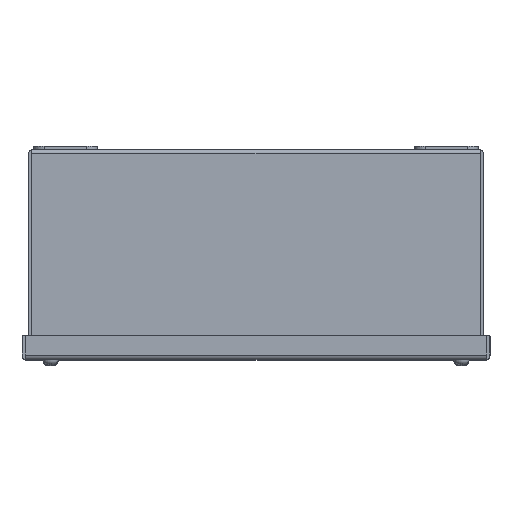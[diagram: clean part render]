
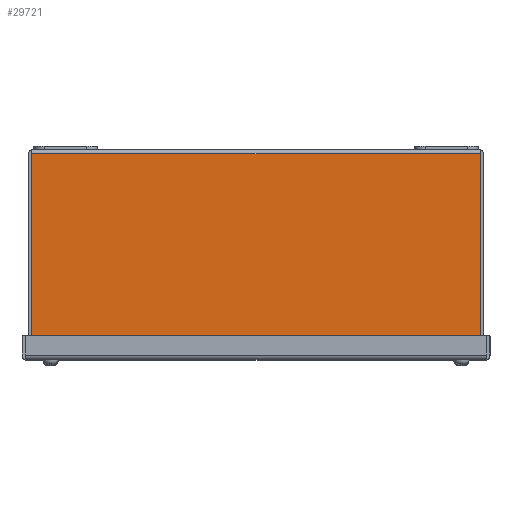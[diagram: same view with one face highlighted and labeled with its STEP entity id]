
A CAD part, top view. The second image highlights one B-rep face of the part: STEP entity #29721.
In plain terms, the highlighted planar face has unit normal (0, 0, 1).
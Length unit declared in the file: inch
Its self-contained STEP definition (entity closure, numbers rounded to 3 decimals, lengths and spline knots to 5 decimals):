
#3033 = ORIENTED_EDGE ( 'NONE', *, *, #15140, .F. ) ;
#3244 = CARTESIAN_POINT ( 'NONE',  ( 5.30221, -4.642, 5.875 ) ) ;
#4043 = EDGE_LOOP ( 'NONE', ( #29245, #3033, #4684, #20545 ) ) ;
#4399 = LINE ( 'NONE', #9306, #29884 ) ;
#4684 = ORIENTED_EDGE ( 'NONE', *, *, #29220, .F. ) ;
#5178 = CARTESIAN_POINT ( 'NONE',  ( -5.30221, -0.108, 5.875 ) ) ;
#5586 = VERTEX_POINT ( 'NONE', #3244 ) ;
#6167 = DIRECTION ( 'NONE',  ( 0., 0., -1. ) ) ;
#8055 = CARTESIAN_POINT ( 'NONE',  ( 37.031, 0., 5.875 ) ) ;
#8647 = CARTESIAN_POINT ( 'NONE',  ( 37.031, -4.642, 5.875 ) ) ;
#8988 = DIRECTION ( 'NONE',  ( 0., -1., 0. ) ) ;
#9306 = CARTESIAN_POINT ( 'NONE',  ( -5.30221, 39.37008, 5.875 ) ) ;
#9445 = CARTESIAN_POINT ( 'NONE',  ( -5.30221, -4.642, 5.875 ) ) ;
#10033 = DIRECTION ( 'NONE',  ( 1., 0., 0. ) ) ;
#11174 = LINE ( 'NONE', #8647, #23725 ) ;
#11265 = DIRECTION ( 'NONE',  ( 0., -1., 0. ) ) ;
#14153 = AXIS2_PLACEMENT_3D ( 'NONE', #8055, #6167, #15776 ) ;
#15140 = EDGE_CURVE ( 'NONE', #23622, #5586, #18508, .T. ) ;
#15776 = DIRECTION ( 'NONE',  ( -1., 0., 0. ) ) ;
#16458 = CARTESIAN_POINT ( 'NONE',  ( 5.30221, 39.37008, 5.875 ) ) ;
#17005 = EDGE_CURVE ( 'NONE', #23836, #23655, #4399, .T. ) ;
#17720 = VECTOR ( 'NONE', #11265, 39.37008 ) ;
#18508 = LINE ( 'NONE', #16458, #17720 ) ;
#19227 = VECTOR ( 'NONE', #10033, 39.37008 ) ;
#20490 = FACE_OUTER_BOUND ( 'NONE', #4043, .T. ) ;
#20545 = ORIENTED_EDGE ( 'NONE', *, *, #17005, .T. ) ;
#23622 = VERTEX_POINT ( 'NONE', #23935 ) ;
#23655 = VERTEX_POINT ( 'NONE', #9445 ) ;
#23725 = VECTOR ( 'NONE', #28350, 39.37008 ) ;
#23836 = VERTEX_POINT ( 'NONE', #5178 ) ;
#23935 = CARTESIAN_POINT ( 'NONE',  ( 5.30221, -0.108, 5.875 ) ) ;
#26738 = LINE ( 'NONE', #27044, #19227 ) ;
#27044 = CARTESIAN_POINT ( 'NONE',  ( -5.267, -0.108, 5.875 ) ) ;
#28350 = DIRECTION ( 'NONE',  ( -1., 0., 0. ) ) ;
#29220 = EDGE_CURVE ( 'NONE', #23836, #23622, #26738, .T. ) ;
#29245 = ORIENTED_EDGE ( 'NONE', *, *, #30193, .F. ) ;
#29646 = PLANE ( 'NONE',  #14153 ) ;
#29721 = ADVANCED_FACE ( 'NONE', ( #20490 ), #29646, .F. ) ;
#29884 = VECTOR ( 'NONE', #8988, 39.37008 ) ;
#30193 = EDGE_CURVE ( 'NONE', #5586, #23655, #11174, .T. ) ;
